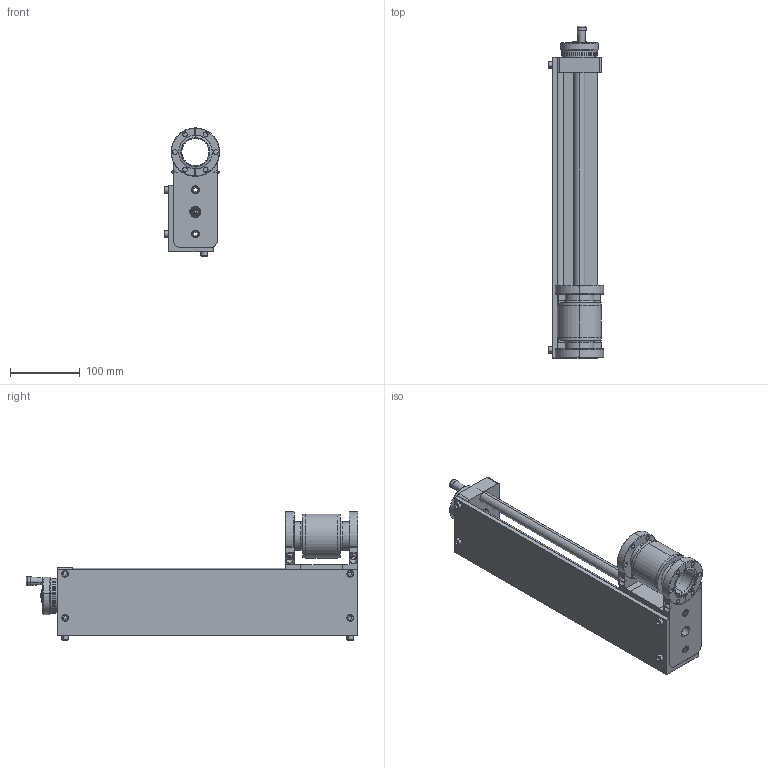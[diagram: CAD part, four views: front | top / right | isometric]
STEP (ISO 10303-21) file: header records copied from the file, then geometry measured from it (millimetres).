
FILE_DESCRIPTION (( 'STEP AP214' ), '1' );
FILE_NAME ('BLT27S-12, BOTH THRU 10011030.STEP', '2018-05-04T17:27:59', ( 'JBeebout' ), ( 'Microsoft' ), 'SwSTEP 2.0', 'SolidWorks 2017', '' );
FILE_SCHEMA (( 'AUTOMOTIVE_DESIGN' ));
Length unit declared in the file: inch
Products named in the file (1): BLT27S-12, BOTH THRU 10011030
Bounding box: 79.12 x 475.96 x 183.9 mm (x, y, z)
Surface area: 314368.5 mm2 (no closed solid volume)
Topology: 0 solids, 42 shells, 446 faces, 1514 edges, 1113 vertices
Faces by surface type: plane 205, cylinder 177, cone 56, torus 8
Entity records: 23282 total; most frequent: CARTESIAN_POINT 3942, DIRECTION 2991, ORIENTED_EDGE 2390, EDGE_CURVE 1514, VERTEX_POINT 1113, AXIS2_PLACEMENT_3D 1078, VECTOR 835, LINE 835
